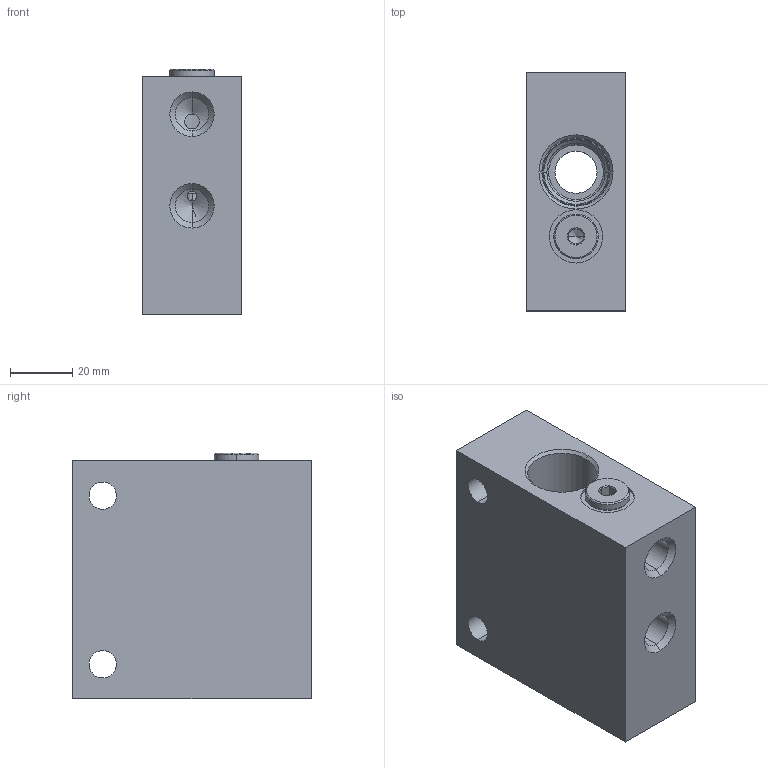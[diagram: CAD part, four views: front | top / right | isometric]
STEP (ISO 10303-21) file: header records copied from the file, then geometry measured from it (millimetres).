
FILE_DESCRIPTION((''),'2;1');
FILE_NAME('EGB_ASM','2024-09-20T',('ProEService'),(''),'PRO/ENGINEER BY PARAMETRIC TECHNOLOGY CORPORATION, 2014200','PRO/ENGINEER BY PARAMETRIC TECHNOLOGY CORPORATION, 2014200','');
FILE_SCHEMA(('CONFIG_CONTROL_DESIGN'));
Length unit declared in the file: inch
Products named in the file (4): 150-544-002; CSZNXXN; A330-006-004; EGB_ASM
Assembly tree (3 placements, depth 2):
  EGB_ASM
    150-544-002
    CSZNXXN
    A330-006-004
Bounding box: 31.75 x 76.2 x 78.71 mm (x, y, z)
Volume: 152062.3 mm3; surface area: 32498.1 mm2
Topology: 6 solids, 7 shells, 314 faces, 888 edges, 672 vertices
Faces by surface type: cylinder 110, cone 74, torus 62, plane 56, revolution 8, sphere 4
Entity records: 11880 total; most frequent: CARTESIAN_POINT 3734, DIRECTION 1815, ORIENTED_EDGE 1382, AXIS2_PLACEMENT_3D 694, EDGE_CURVE 691, VECTOR 419, LINE 419, VERTEX_POINT 400
